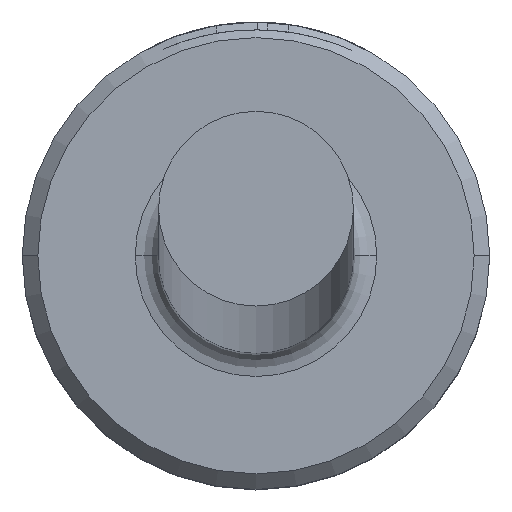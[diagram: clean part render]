
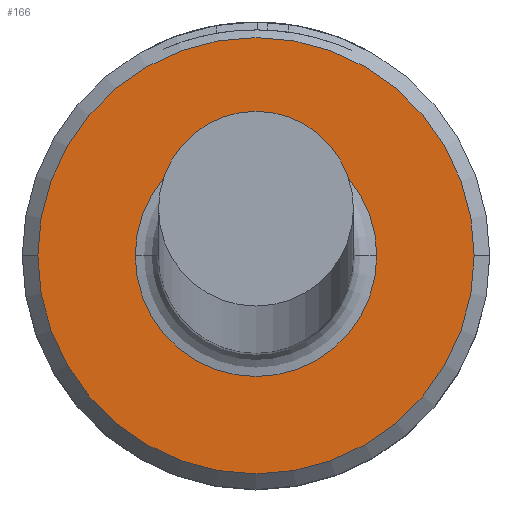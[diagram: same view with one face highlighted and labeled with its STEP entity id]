
A CAD part, top view. The second image highlights one B-rep face of the part: STEP entity #166.
In plain terms, the highlighted planar face has unit normal (0, 0, 1).
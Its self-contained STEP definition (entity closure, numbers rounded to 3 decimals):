
#4 = ORIENTED_EDGE ( 'NONE', *, *, #668, .T. ) ;
#10 = VERTEX_POINT ( 'NONE', #348 ) ;
#15 = CIRCLE ( 'NONE', #393, 1.55 ) ;
#52 = DIRECTION ( 'NONE',  ( -1., 0., 0. ) ) ;
#124 = FACE_BOUND ( 'NONE', #646, .T. ) ;
#166 = ADVANCED_FACE ( 'NONE', ( #171, #124 ), #779, .T. ) ;
#167 = DIRECTION ( 'NONE',  ( 0., 0., 1. ) ) ;
#171 = FACE_OUTER_BOUND ( 'NONE', #916, .T. ) ;
#269 = CARTESIAN_POINT ( 'NONE',  ( 0., 0., 4. ) ) ;
#272 = DIRECTION ( 'NONE',  ( 0., 0., 1. ) ) ;
#277 = CIRCLE ( 'NONE', #669, 2.8 ) ;
#324 = EDGE_CURVE ( 'NONE', #392, #10, #851, .T. ) ;
#332 = DIRECTION ( 'NONE',  ( 0., 0., -1. ) ) ;
#348 = CARTESIAN_POINT ( 'NONE',  ( 2.8, 0., 4. ) ) ;
#367 = VERTEX_POINT ( 'NONE', #1029 ) ;
#392 = VERTEX_POINT ( 'NONE', #594 ) ;
#393 = AXIS2_PLACEMENT_3D ( 'NONE', #1118, #605, #52 ) ;
#402 = VERTEX_POINT ( 'NONE', #765 ) ;
#453 = ORIENTED_EDGE ( 'NONE', *, *, #726, .T. ) ;
#550 = CIRCLE ( 'NONE', #1101, 1.55 ) ;
#594 = CARTESIAN_POINT ( 'NONE',  ( -2.8, 0., 4. ) ) ;
#605 = DIRECTION ( 'NONE',  ( 0., 0., -1. ) ) ;
#646 = EDGE_LOOP ( 'NONE', ( #4, #453 ) ) ;
#668 = EDGE_CURVE ( 'NONE', #402, #367, #550, .T. ) ;
#669 = AXIS2_PLACEMENT_3D ( 'NONE', #801, #272, #885 ) ;
#683 = DIRECTION ( 'NONE',  ( 1., 0., 0. ) ) ;
#726 = EDGE_CURVE ( 'NONE', #367, #402, #15, .T. ) ;
#765 = CARTESIAN_POINT ( 'NONE',  ( -1.55, 0., 4. ) ) ;
#771 = ORIENTED_EDGE ( 'NONE', *, *, #809, .T. ) ;
#775 = DIRECTION ( 'NONE',  ( 1., 0., 0. ) ) ;
#779 = PLANE ( 'NONE',  #820 ) ;
#801 = CARTESIAN_POINT ( 'NONE',  ( 0., 0., 4. ) ) ;
#809 = EDGE_CURVE ( 'NONE', #10, #392, #277, .T. ) ;
#820 = AXIS2_PLACEMENT_3D ( 'NONE', #953, #167, #683 ) ;
#851 = CIRCLE ( 'NONE', #1159, 2.8 ) ;
#853 = CARTESIAN_POINT ( 'NONE',  ( 0., 0., 4. ) ) ;
#885 = DIRECTION ( 'NONE',  ( 1., 0., 0. ) ) ;
#916 = EDGE_LOOP ( 'NONE', ( #1151, #771 ) ) ;
#938 = DIRECTION ( 'NONE',  ( -1., 0., 0. ) ) ;
#953 = CARTESIAN_POINT ( 'NONE',  ( 0., 0., 4. ) ) ;
#1029 = CARTESIAN_POINT ( 'NONE',  ( 1.55, 0., 4. ) ) ;
#1076 = DIRECTION ( 'NONE',  ( 0., 0., 1. ) ) ;
#1101 = AXIS2_PLACEMENT_3D ( 'NONE', #853, #332, #938 ) ;
#1118 = CARTESIAN_POINT ( 'NONE',  ( 0., 0., 4. ) ) ;
#1151 = ORIENTED_EDGE ( 'NONE', *, *, #324, .T. ) ;
#1159 = AXIS2_PLACEMENT_3D ( 'NONE', #269, #1076, #775 ) ;
